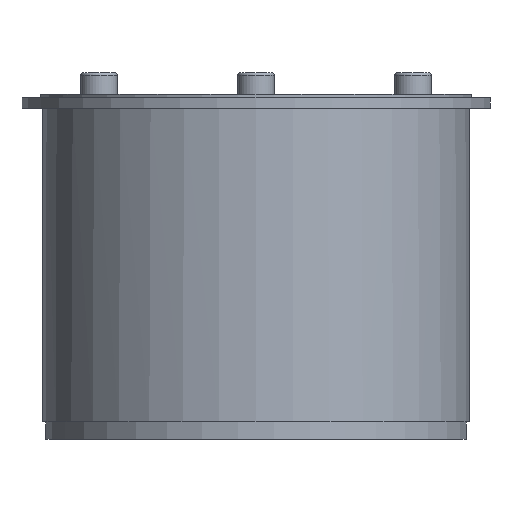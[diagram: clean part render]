
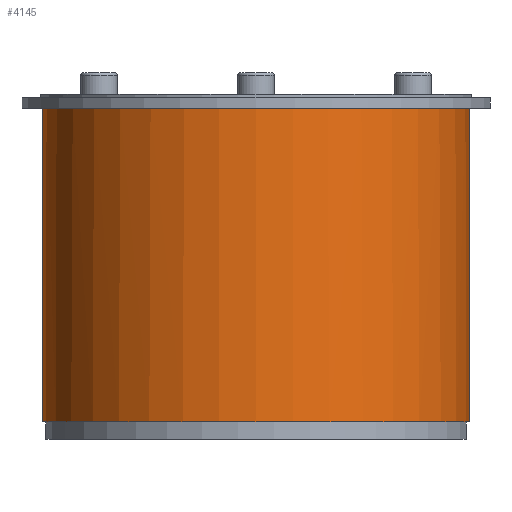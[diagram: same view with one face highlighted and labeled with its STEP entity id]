
A CAD part, front view. The second image highlights one B-rep face of the part: STEP entity #4145.
In plain terms, the highlighted cylindrical face has radius 50 mm (diameter 100 mm), a partial arc.
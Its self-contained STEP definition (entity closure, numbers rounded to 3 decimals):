
#396=FACE_OUTER_BOUND('',#653,.T.);
#653=EDGE_LOOP('',(#3299,#3300,#3301,#3302,#3303,#3304));
#773=LINE('',#6271,#1035);
#774=LINE('',#6279,#1036);
#1035=VECTOR('',#4950,10.);
#1036=VECTOR('',#4957,10.);
#1435=CIRCLE('',#4562,50.);
#1460=CIRCLE('',#4613,50.);
#1461=CIRCLE('',#4614,50.);
#1462=CIRCLE('',#4615,50.);
#1597=VERTEX_POINT('',#6269);
#1598=VERTEX_POINT('',#6270);
#1601=VERTEX_POINT('',#6276);
#1602=VERTEX_POINT('',#6278);
#1803=VERTEX_POINT('',#6898);
#1805=VERTEX_POINT('',#6904);
#1996=EDGE_CURVE('',#1597,#1598,#773,.T.);
#2000=EDGE_CURVE('',#1601,#1602,#774,.T.);
#2294=EDGE_CURVE('',#1803,#1805,#1435,.T.);
#2347=EDGE_CURVE('',#1805,#1601,#1460,.T.);
#2348=EDGE_CURVE('',#1598,#1803,#1461,.T.);
#2349=EDGE_CURVE('',#1602,#1597,#1462,.T.);
#3299=ORIENTED_EDGE('',*,*,#2000,.F.);
#3300=ORIENTED_EDGE('',*,*,#2347,.F.);
#3301=ORIENTED_EDGE('',*,*,#2294,.F.);
#3302=ORIENTED_EDGE('',*,*,#2348,.F.);
#3303=ORIENTED_EDGE('',*,*,#1996,.F.);
#3304=ORIENTED_EDGE('',*,*,#2349,.F.);
#3721=CYLINDRICAL_SURFACE('',#4612,50.);
#4145=ADVANCED_FACE('',(#396),#3721,.T.);
#4562=AXIS2_PLACEMENT_3D('',#6905,#5573,#5574);
#4612=AXIS2_PLACEMENT_3D('',#7009,#5701,#5702);
#4613=AXIS2_PLACEMENT_3D('',#7010,#5703,#5704);
#4614=AXIS2_PLACEMENT_3D('',#7011,#5705,#5706);
#4615=AXIS2_PLACEMENT_3D('',#7012,#5707,#5708);
#4950=DIRECTION('',(0.,0.,1.));
#4957=DIRECTION('',(0.,0.,-1.));
#5573=DIRECTION('center_axis',(0.,0.,1.));
#5574=DIRECTION('ref_axis',(-1.,0.,0.));
#5701=DIRECTION('center_axis',(0.,0.,1.));
#5702=DIRECTION('ref_axis',(-1.,0.,0.));
#5703=DIRECTION('center_axis',(0.,0.,1.));
#5704=DIRECTION('ref_axis',(-1.,0.,0.));
#5705=DIRECTION('center_axis',(0.,0.,1.));
#5706=DIRECTION('ref_axis',(-1.,0.,0.));
#5707=DIRECTION('center_axis',(0.,0.,-1.));
#5708=DIRECTION('ref_axis',(-1.,0.,0.));
#6269=CARTESIAN_POINT('',(-50.,0.,-36.75));
#6270=CARTESIAN_POINT('',(-50.,0.,36.75));
#6271=CARTESIAN_POINT('',(-50.,0.,0.));
#6276=CARTESIAN_POINT('',(50.,0.,36.75));
#6278=CARTESIAN_POINT('',(50.,0.,-36.75));
#6279=CARTESIAN_POINT('',(50.,0.,0.));
#6898=CARTESIAN_POINT('',(-49.99,-1.,36.75));
#6904=CARTESIAN_POINT('',(49.99,-1.,36.75));
#6905=CARTESIAN_POINT('Origin',(0.,0.,36.75));
#7009=CARTESIAN_POINT('Origin',(0.,0.,0.));
#7010=CARTESIAN_POINT('Origin',(0.,0.,36.75));
#7011=CARTESIAN_POINT('Origin',(0.,0.,36.75));
#7012=CARTESIAN_POINT('Origin',(0.,0.,-36.75));
